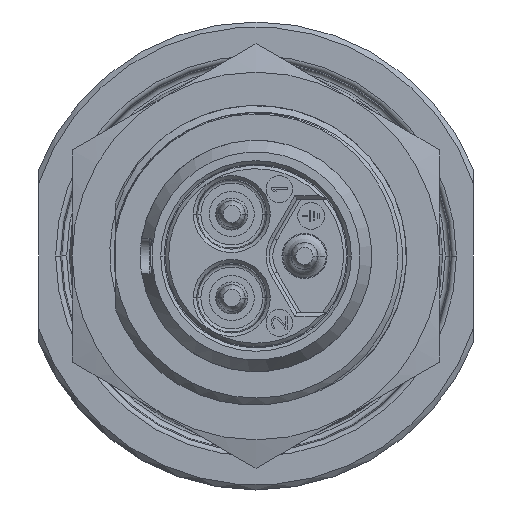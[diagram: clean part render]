
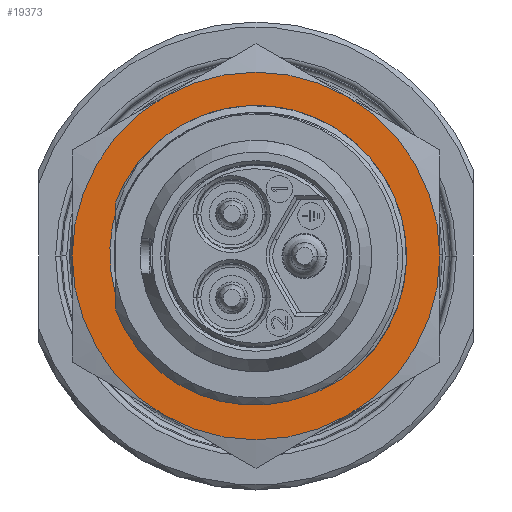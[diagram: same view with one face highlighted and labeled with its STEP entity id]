
A CAD part, left-side view. The second image highlights one B-rep face of the part: STEP entity #19373.
In plain terms, the highlighted planar face has unit normal (-1, 0, 0).
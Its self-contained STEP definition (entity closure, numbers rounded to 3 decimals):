
#3420=CARTESIAN_POINT('',(11.5,-4.061,7.946));
#3421=CARTESIAN_POINT('',(11.5,-4.249,7.857));
#3422=CARTESIAN_POINT('',(11.5,-4.617,7.667));
#3423=CARTESIAN_POINT('',(11.5,-5.151,7.342));
#3424=CARTESIAN_POINT('',(11.5,-5.661,6.981));
#3425=CARTESIAN_POINT('',(11.5,-5.984,6.718));
#3426=CARTESIAN_POINT('',(11.5,-6.14,6.58));
#3484=CARTESIAN_POINT('',(11.5,0.,0.));
#3485=DIRECTION('',(1.,0.,0.));
#3486=DIRECTION('',(0.,-0.5,0.866));
#3487=AXIS2_PLACEMENT_3D('',#3484,#3485,#3486);
#3489=CARTESIAN_POINT('',(11.5,0.,0.));
#3490=DIRECTION('',(1.,0.,0.));
#3491=DIRECTION('',(0.,-1.,0.));
#3492=AXIS2_PLACEMENT_3D('',#3489,#3490,#3491);
#3494=CARTESIAN_POINT('',(11.5,0.,0.));
#3495=DIRECTION('',(1.,0.,0.));
#3496=DIRECTION('',(0.,0.5,-0.866));
#3497=AXIS2_PLACEMENT_3D('',#3494,#3495,#3496);
#3499=CARTESIAN_POINT('',(11.5,0.,0.));
#3500=DIRECTION('',(1.,0.,0.));
#3501=DIRECTION('',(0.,1.,0.));
#3502=AXIS2_PLACEMENT_3D('',#3499,#3500,#3501);
#3504=CARTESIAN_POINT('',(11.5,0.,9.));
#3505=CARTESIAN_POINT('',(11.5,-0.203,8.996));
#3506=CARTESIAN_POINT('',(11.5,-0.606,8.975));
#3507=CARTESIAN_POINT('',(11.5,-1.209,8.903));
#3508=CARTESIAN_POINT('',(11.5,-1.804,8.791));
#3509=CARTESIAN_POINT('',(11.5,-2.39,8.638));
#3510=CARTESIAN_POINT('',(11.5,-2.964,8.447));
#3511=CARTESIAN_POINT('',(11.5,-3.523,8.218));
#3512=CARTESIAN_POINT('',(11.5,-3.884,8.04));
#3513=CARTESIAN_POINT('',(11.5,-4.061,7.946));
#3515=CARTESIAN_POINT('',(11.5,5.49,-6.623));
#3516=CARTESIAN_POINT('',(11.5,5.648,-6.496));
#3517=CARTESIAN_POINT('',(11.5,5.955,-6.234));
#3518=CARTESIAN_POINT('',(11.5,6.387,-5.807));
#3519=CARTESIAN_POINT('',(11.5,6.788,-5.351));
#3520=CARTESIAN_POINT('',(11.5,7.156,-4.868));
#3521=CARTESIAN_POINT('',(11.5,7.491,-4.359));
#3522=CARTESIAN_POINT('',(11.5,7.788,-3.827));
#3523=CARTESIAN_POINT('',(11.5,8.048,-3.276));
#3524=CARTESIAN_POINT('',(11.5,8.269,-2.707));
#3525=CARTESIAN_POINT('',(11.5,8.45,-2.123));
#3526=CARTESIAN_POINT('',(11.5,8.589,-1.527));
#3527=CARTESIAN_POINT('',(11.5,8.686,-0.923));
#3528=CARTESIAN_POINT('',(11.5,8.741,-0.312));
#3529=CARTESIAN_POINT('',(11.5,8.752,0.301));
#3530=CARTESIAN_POINT('',(11.5,8.721,0.914));
#3531=CARTESIAN_POINT('',(11.5,8.647,1.524));
#3532=CARTESIAN_POINT('',(11.5,8.53,2.128));
#3533=CARTESIAN_POINT('',(11.5,8.371,2.723));
#3534=CARTESIAN_POINT('',(11.5,8.171,3.306));
#3535=CARTESIAN_POINT('',(11.5,7.93,3.874));
#3536=CARTESIAN_POINT('',(11.5,7.65,4.425));
#3537=CARTESIAN_POINT('',(11.5,7.332,4.955));
#3538=CARTESIAN_POINT('',(11.5,6.976,5.462));
#3539=CARTESIAN_POINT('',(11.5,6.587,5.943));
#3540=CARTESIAN_POINT('',(11.5,6.164,6.396));
#3541=CARTESIAN_POINT('',(11.5,5.71,6.819));
#3542=CARTESIAN_POINT('',(11.5,5.227,7.21));
#3543=CARTESIAN_POINT('',(11.5,4.717,7.567));
#3544=CARTESIAN_POINT('',(11.5,4.184,7.887));
#3545=CARTESIAN_POINT('',(11.5,3.629,8.17));
#3546=CARTESIAN_POINT('',(11.5,3.054,8.413));
#3547=CARTESIAN_POINT('',(11.5,2.465,8.616));
#3548=CARTESIAN_POINT('',(11.5,1.861,8.778));
#3549=CARTESIAN_POINT('',(11.5,1.247,8.898));
#3550=CARTESIAN_POINT('',(11.5,0.626,8.974));
#3551=CARTESIAN_POINT('',(11.5,0.209,8.996));
#3552=CARTESIAN_POINT('',(11.5,0.,9.));
#3554=CARTESIAN_POINT('',(11.5,0.,0.));
#3555=DIRECTION('',(-1.,0.,0.));
#3556=DIRECTION('',(0.,-0.5,0.866));
#3557=AXIS2_PLACEMENT_3D('',#3554,#3555,#3556);
#6125=CARTESIAN_POINT('',(11.5,0.,0.));
#6126=DIRECTION('',(-1.,0.,0.));
#6127=DIRECTION('',(0.,0.5,-0.866));
#6128=AXIS2_PLACEMENT_3D('',#6125,#6126,#6127);
#6130=CARTESIAN_POINT('',(11.5,0.,0.));
#6131=DIRECTION('',(1.,0.,0.));
#6132=DIRECTION('',(0.,-0.682,0.731));
#6133=AXIS2_PLACEMENT_3D('',#6130,#6131,#6132);
#6215=CARTESIAN_POINT('',(11.5,-6.14,-6.58));
#6216=CARTESIAN_POINT('',(11.5,-5.986,-6.715));
#6217=CARTESIAN_POINT('',(11.5,-5.67,-6.974));
#6218=CARTESIAN_POINT('',(11.5,-5.169,-7.33));
#6219=CARTESIAN_POINT('',(11.5,-4.645,-7.651));
#6220=CARTESIAN_POINT('',(11.5,-4.103,-7.933));
#6221=CARTESIAN_POINT('',(11.5,-3.542,-8.178));
#6222=CARTESIAN_POINT('',(11.5,-2.968,-8.384));
#6223=CARTESIAN_POINT('',(11.5,-2.382,-8.549));
#6224=CARTESIAN_POINT('',(11.5,-1.786,-8.674));
#6225=CARTESIAN_POINT('',(11.5,-1.184,-8.757));
#6226=CARTESIAN_POINT('',(11.5,-0.579,-8.799));
#6227=CARTESIAN_POINT('',(11.5,0.027,-8.799));
#6228=CARTESIAN_POINT('',(11.5,0.629,-8.758));
#6229=CARTESIAN_POINT('',(11.5,1.228,-8.675));
#6230=CARTESIAN_POINT('',(11.5,1.817,-8.551));
#6231=CARTESIAN_POINT('',(11.5,2.396,-8.388));
#6232=CARTESIAN_POINT('',(11.5,2.961,-8.185));
#6233=CARTESIAN_POINT('',(11.5,3.51,-7.944));
#6234=CARTESIAN_POINT('',(11.5,4.041,-7.666));
#6235=CARTESIAN_POINT('',(11.5,4.549,-7.354));
#6236=CARTESIAN_POINT('',(11.5,5.035,-7.006));
#6237=CARTESIAN_POINT('',(11.5,5.341,-6.754));
#6238=CARTESIAN_POINT('',(11.5,5.49,-6.623));
#13290=CARTESIAN_POINT('',(11.5,-5.5,9.526));
#13291=CARTESIAN_POINT('',(11.5,-11.,0.));
#13292=VERTEX_POINT('',#13290);
#13293=VERTEX_POINT('',#13291);
#13294=CARTESIAN_POINT('',(11.5,-5.5,-9.526));
#13295=VERTEX_POINT('',#13294);
#13296=CARTESIAN_POINT('',(11.5,5.5,-9.526));
#13297=CARTESIAN_POINT('',(11.5,11.,0.));
#13298=VERTEX_POINT('',#13296);
#13299=VERTEX_POINT('',#13297);
#13300=CARTESIAN_POINT('',(11.5,5.5,9.526));
#13301=VERTEX_POINT('',#13300);
#13314=CARTESIAN_POINT('',(11.5,-6.14,6.58));
#13315=CARTESIAN_POINT('',(11.5,-6.14,-6.58));
#13316=VERTEX_POINT('',#13314);
#13317=VERTEX_POINT('',#13315);
#13325=VERTEX_POINT('',#3420);
#13326=VERTEX_POINT('',#6238);
#13338=VERTEX_POINT('',#3552);
#19345=CARTESIAN_POINT('',(11.5,0.,0.));
#19346=DIRECTION('',(1.,0.,0.));
#19347=DIRECTION('',(0.,0.,-1.));
#19348=AXIS2_PLACEMENT_3D('',#19345,#19346,#19347);
#19349=PLANE('348',#19348);
#19351=ORIENTED_EDGE('1413',*,*,#19350,.F.);
#19353=ORIENTED_EDGE('1378',*,*,#19352,.T.);
#19355=ORIENTED_EDGE('1379',*,*,#19354,.T.);
#19357=ORIENTED_EDGE('1412',*,*,#19356,.F.);
#19359=ORIENTED_EDGE('1380',*,*,#19358,.T.);
#19361=ORIENTED_EDGE('1381',*,*,#19360,.T.);
#19362=EDGE_LOOP('348',(#19351,#19353,#19355,#19357,#19359,#19361));
#19363=FACE_OUTER_BOUND('348',#19362,.F.);
#19365=ORIENTED_EDGE('1416',*,*,#19364,.F.);
#19366=ORIENTED_EDGE('1427',*,*,#19336,.F.);
#19367=ORIENTED_EDGE('1479',*,*,#19045,.F.);
#19368=ORIENTED_EDGE('1478',*,*,#19150,.F.);
#19370=ORIENTED_EDGE('1430',*,*,#19369,.F.);
#19371=EDGE_LOOP('348',(#19365,#19366,#19367,#19368,#19370));
#19372=FACE_BOUND('348',#19371,.F.);
#3427=B_SPLINE_CURVE_WITH_KNOTS('1427',3,(#3420,#3421,#3422,#3423,#3424,#3425,
#3426),.UNSPECIFIED.,.F.,.F.,(4,1,1,1,4),(0.,0.25,0.5,0.75,1.),
.UNSPECIFIED.);
#3488=CIRCLE('1378',#3487,11.);
#3493=CIRCLE('1379',#3492,11.);
#3498=CIRCLE('1380',#3497,11.);
#3503=CIRCLE('1381',#3502,11.);
#3514=B_SPLINE_CURVE_WITH_KNOTS('1479',3,(#3504,#3505,#3506,#3507,#3508,#3509,
#3510,#3511,#3512,#3513),.UNSPECIFIED.,.F.,.F.,(4,1,1,1,1,1,1,4),(0.,
0.143,0.286,0.429,0.571,
0.714,0.857,1.),.UNSPECIFIED.);
#3553=B_SPLINE_CURVE_WITH_KNOTS('1478',3,(#3515,#3516,#3517,#3518,#3519,#3520,
#3521,#3522,#3523,#3524,#3525,#3526,#3527,#3528,#3529,#3530,#3531,#3532,#3533,
#3534,#3535,#3536,#3537,#3538,#3539,#3540,#3541,#3542,#3543,#3544,#3545,#3546,
#3547,#3548,#3549,#3550,#3551,#3552),.UNSPECIFIED.,.F.,.F.,(4,1,1,1,1,1,1,1,1,1,
1,1,1,1,1,1,1,1,1,1,1,1,1,1,1,1,1,1,1,1,1,1,1,1,1,4),(0.,0.029,
0.057,0.086,0.114,0.143,
0.171,0.2,0.229,0.257,0.286,
0.314,0.343,0.371,0.4,0.429,
0.457,0.486,0.514,0.543,
0.571,0.6,0.629,0.657,0.686,
0.714,0.743,0.771,0.8,0.829,
0.857,0.886,0.914,0.943,
0.971,1.),.UNSPECIFIED.);
#3558=CIRCLE('1413',#3557,11.);
#6129=CIRCLE('1412',#6128,11.);
#6134=CIRCLE('1416',#6133,9.);
#6239=B_SPLINE_CURVE_WITH_KNOTS('1430',3,(#6215,#6216,#6217,#6218,#6219,#6220,
#6221,#6222,#6223,#6224,#6225,#6226,#6227,#6228,#6229,#6230,#6231,#6232,#6233,
#6234,#6235,#6236,#6237,#6238),.UNSPECIFIED.,.F.,.F.,(4,1,1,1,1,1,1,1,1,1,1,1,1,
1,1,1,1,1,1,1,1,4),(0.,0.048,0.095,0.143,
0.19,0.238,0.286,0.333,
0.381,0.429,0.476,0.524,
0.571,0.619,0.667,0.714,
0.762,0.81,0.857,0.905,
0.952,1.),.UNSPECIFIED.);
#19045=EDGE_CURVE('1479',#13338,#13325,#3514,.T.);
#19150=EDGE_CURVE('1478',#13326,#13338,#3553,.T.);
#19336=EDGE_CURVE('1427',#13325,#13316,#3427,.T.);
#19350=EDGE_CURVE('1413',#13292,#13301,#3558,.T.);
#19352=EDGE_CURVE('1378',#13292,#13293,#3488,.T.);
#19354=EDGE_CURVE('1379',#13293,#13295,#3493,.T.);
#19356=EDGE_CURVE('1412',#13298,#13295,#6129,.T.);
#19358=EDGE_CURVE('1380',#13298,#13299,#3498,.T.);
#19360=EDGE_CURVE('1381',#13299,#13301,#3503,.T.);
#19364=EDGE_CURVE('1416',#13316,#13317,#6134,.T.);
#19369=EDGE_CURVE('1430',#13317,#13326,#6239,.T.);
#19373=ADVANCED_FACE('348',(#19363,#19372),#19349,.F.);
